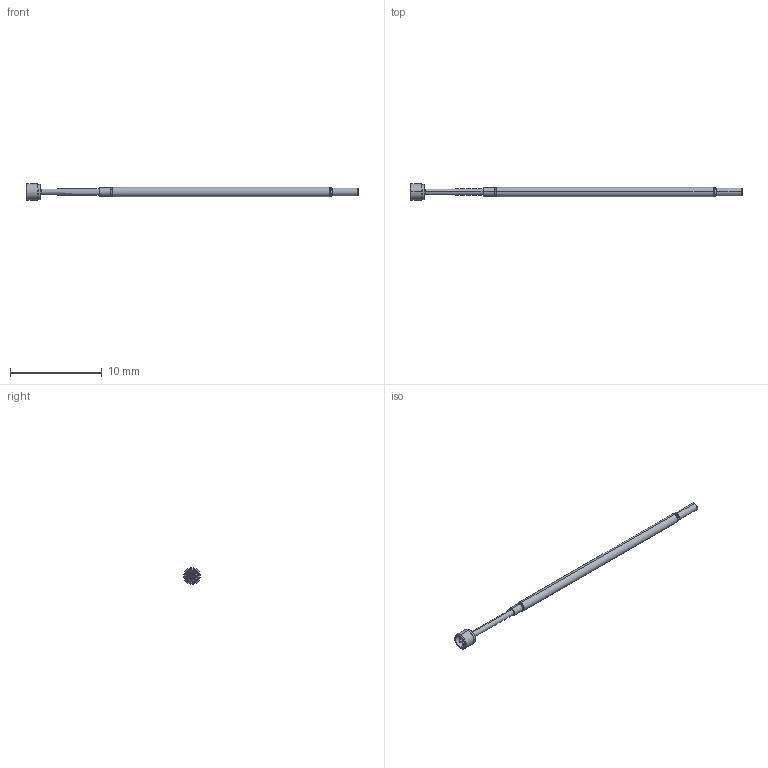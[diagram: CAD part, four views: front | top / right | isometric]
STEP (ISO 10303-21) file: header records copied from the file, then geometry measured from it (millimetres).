
FILE_DESCRIPTION (( 'STEP AP214' ), '1' );
FILE_NAME ('X50-PRP2599_.STEP', '2016-04-05T13:05:47', ( 'spare' ), ( '' ), 'SwSTEP 2.0', 'SolidWorks 2016', '' );
FILE_SCHEMA (( 'AUTOMOTIVE_DESIGN' ));
Length unit declared in the file: inch
Products named in the file (1): X50-PRP2599_
Bounding box: 36.14 x 1.78 x 1.78 mm (x, y, z)
Volume: 27.3 mm3; surface area: 124.4 mm2
Topology: 1 solids, 2 shells, 152 faces, 346 edges, 202 vertices
Faces by surface type: bspline 60, plane 48, cone 18, cylinder 18, torus 8
Entity records: 7179 total; most frequent: CARTESIAN_POINT 2186, ORIENTED_EDGE 692, DIRECTION 498, EDGE_CURVE 346, VERTEX_POINT 202, LINE 184, VECTOR 184, EDGE_LOOP 158
